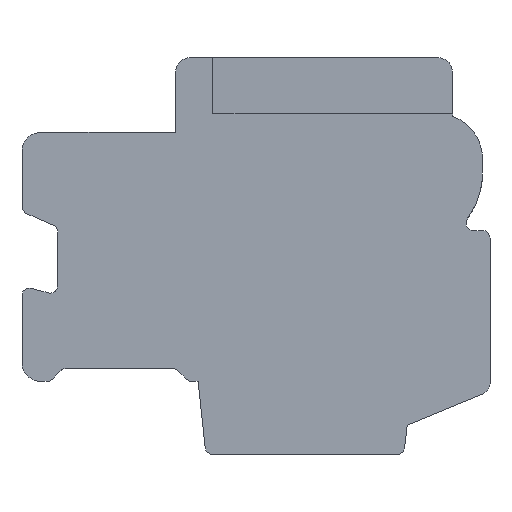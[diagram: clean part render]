
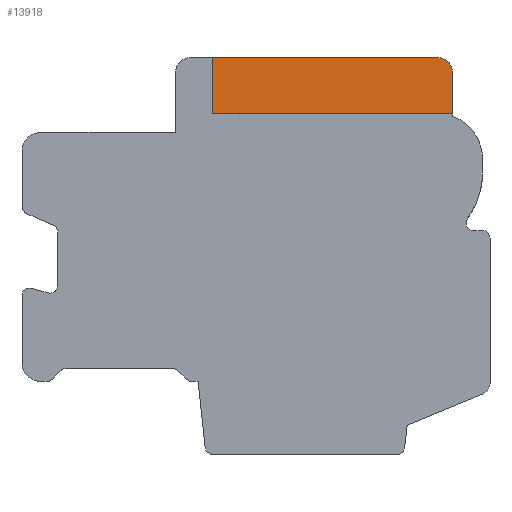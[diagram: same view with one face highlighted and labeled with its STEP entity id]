
A CAD part, front view. The second image highlights one B-rep face of the part: STEP entity #13918.
In plain terms, the highlighted planar face has unit normal (0, -1, 0).
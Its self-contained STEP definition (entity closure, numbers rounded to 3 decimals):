
#57=DIRECTION('',(-1.,0.,0.));
#58=VECTOR('',#57,6.);
#59=CARTESIAN_POINT('',(4.85,-78.5,5.3));
#60=LINE('',#59,#58);
#901=CARTESIAN_POINT('',(4.85,-78.5,4.9));
#902=DIRECTION('',(0.,1.,0.));
#903=DIRECTION('',(0.,0.,1.));
#904=AXIS2_PLACEMENT_3D('',#901,#902,#903);
#958=DIRECTION('',(0.,0.,-1.));
#959=VECTOR('',#958,1.1);
#960=CARTESIAN_POINT('',(5.25,-78.5,4.9));
#961=LINE('',#960,#959);
#4258=DIRECTION('',(0.,0.,1.));
#4259=VECTOR('',#4258,1.5);
#4260=CARTESIAN_POINT('',(-1.15,-78.5,3.8));
#4261=LINE('',#4260,#4259);
#4266=DIRECTION('',(-1.,0.,0.));
#4267=VECTOR('',#4266,6.4);
#4268=CARTESIAN_POINT('',(5.25,-78.5,3.8));
#4269=LINE('',#4268,#4267);
#9023=CARTESIAN_POINT('',(-1.15,-78.5,5.3));
#9025=VERTEX_POINT('',#9023);
#9027=CARTESIAN_POINT('',(4.85,-78.5,5.3));
#9028=VERTEX_POINT('',#9027);
#9029=CARTESIAN_POINT('',(5.25,-78.5,4.9));
#9030=VERTEX_POINT('',#9029);
#9031=CARTESIAN_POINT('',(5.25,-78.5,3.8));
#9032=VERTEX_POINT('',#9031);
#9035=CARTESIAN_POINT('',(-1.15,-78.5,3.8));
#9036=VERTEX_POINT('',#9035);
#13905=CARTESIAN_POINT('',(5.25,-78.5,3.8));
#13906=DIRECTION('',(0.,1.,0.));
#13907=DIRECTION('',(0.,0.,1.));
#13908=AXIS2_PLACEMENT_3D('',#13905,#13906,#13907);
#13909=PLANE('',#13908);
#13910=ORIENTED_EDGE('',*,*,#9733,.F.);
#13911=ORIENTED_EDGE('',*,*,#10580,.T.);
#13912=ORIENTED_EDGE('',*,*,#10654,.T.);
#13914=ORIENTED_EDGE('',*,*,#13913,.T.);
#13915=ORIENTED_EDGE('',*,*,#13897,.T.);
#13916=EDGE_LOOP('',(#13910,#13911,#13912,#13914,#13915));
#13917=FACE_OUTER_BOUND('',#13916,.F.);
#13918=ADVANCED_FACE('',(#13917),#13909,.F.);
#905=CIRCLE('',#904,0.4);
#9733=EDGE_CURVE('',#9028,#9025,#60,.T.);
#10580=EDGE_CURVE('',#9028,#9030,#905,.T.);
#10654=EDGE_CURVE('',#9030,#9032,#961,.T.);
#13897=EDGE_CURVE('',#9036,#9025,#4261,.T.);
#13913=EDGE_CURVE('',#9032,#9036,#4269,.T.);
